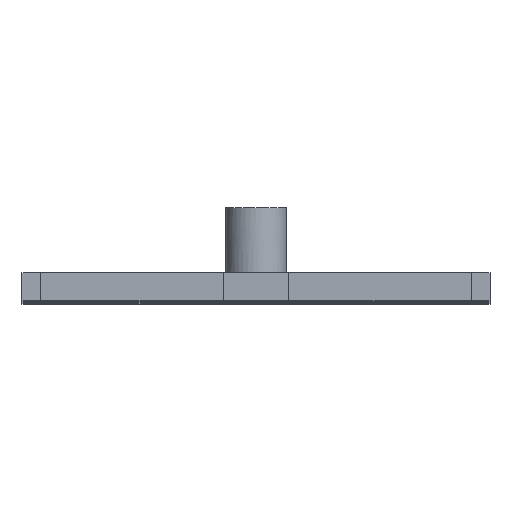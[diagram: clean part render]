
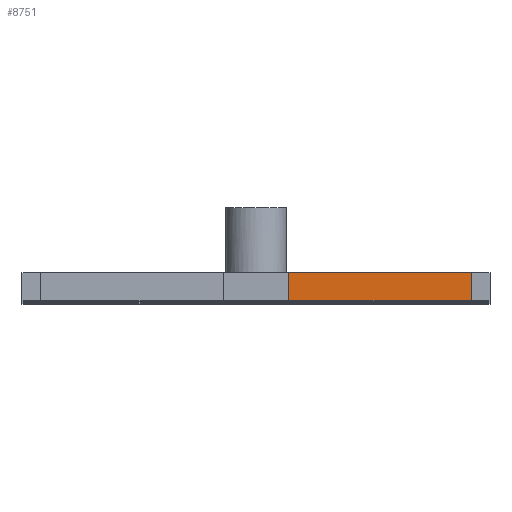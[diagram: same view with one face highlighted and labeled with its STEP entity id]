
A CAD part, top view. The second image highlights one B-rep face of the part: STEP entity #8751.
In plain terms, the highlighted planar face has unit normal (0, 0, 1).
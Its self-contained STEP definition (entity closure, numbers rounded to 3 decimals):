
#7644 = VERTEX_POINT('',#7645);
#7645 = CARTESIAN_POINT('',(0.35,0.,20.4));
#7659 = PLANE('',#7660);
#7660 = AXIS2_PLACEMENT_3D('',#7661,#7662,#7663);
#7661 = CARTESIAN_POINT('',(0.,0.,20.228));
#7662 = DIRECTION('',(0.,1.,0.));
#7663 = DIRECTION('',(0.,0.,1.));
#7870 = VERTEX_POINT('',#7871);
#7871 = CARTESIAN_POINT('',(0.35,-0.3,20.4));
#7885 = PLANE('',#7886);
#7886 = AXIS2_PLACEMENT_3D('',#7887,#7888,#7889);
#7887 = CARTESIAN_POINT('',(0.,-0.3,20.228));
#7888 = DIRECTION('',(0.,1.,0.));
#7889 = DIRECTION('',(0.,0.,1.));
#8032 = EDGE_CURVE('',#8033,#7644,#8035,.T.);
#8033 = VERTEX_POINT('',#8034);
#8034 = CARTESIAN_POINT('',(2.3,0.,20.4));
#8035 = SURFACE_CURVE('',#8036,(#8040,#8047),.PCURVE_S1.);
#8036 = LINE('',#8037,#8038);
#8037 = CARTESIAN_POINT('',(2.3,0.,20.4));
#8038 = VECTOR('',#8039,1.);
#8039 = DIRECTION('',(-1.,0.,0.));
#8040 = PCURVE('',#7659,#8041);
#8041 = DEFINITIONAL_REPRESENTATION('',(#8042),#8046);
#8042 = LINE('',#8043,#8044);
#8043 = CARTESIAN_POINT('',(0.172,2.3));
#8044 = VECTOR('',#8045,1.);
#8045 = DIRECTION('',(0.,-1.));
#8046 = ( GEOMETRIC_REPRESENTATION_CONTEXT(2) 
PARAMETRIC_REPRESENTATION_CONTEXT() REPRESENTATION_CONTEXT('2D SPACE',''
  ) );
#8047 = PCURVE('',#8048,#8053);
#8048 = PLANE('',#8049);
#8049 = AXIS2_PLACEMENT_3D('',#8050,#8051,#8052);
#8050 = CARTESIAN_POINT('',(2.3,0.,20.4));
#8051 = DIRECTION('',(0.,0.,-1.));
#8052 = DIRECTION('',(-1.,0.,0.));
#8053 = DEFINITIONAL_REPRESENTATION('',(#8054),#8058);
#8054 = LINE('',#8055,#8056);
#8055 = CARTESIAN_POINT('',(0.,0.));
#8056 = VECTOR('',#8057,1.);
#8057 = DIRECTION('',(1.,0.));
#8058 = ( GEOMETRIC_REPRESENTATION_CONTEXT(2) 
PARAMETRIC_REPRESENTATION_CONTEXT() REPRESENTATION_CONTEXT('2D SPACE',''
  ) );
#8076 = PLANE('',#8077);
#8077 = AXIS2_PLACEMENT_3D('',#8078,#8079,#8080);
#8078 = CARTESIAN_POINT('',(2.3,0.,20.6));
#8079 = DIRECTION('',(1.,0.,0.));
#8080 = DIRECTION('',(0.,0.,-1.));
#8157 = PLANE('',#8158);
#8158 = AXIS2_PLACEMENT_3D('',#8159,#8160,#8161);
#8159 = CARTESIAN_POINT('',(0.35,0.,0.));
#8160 = DIRECTION('',(-1.,0.,0.));
#8161 = DIRECTION('',(0.,0.,1.));
#8414 = EDGE_CURVE('',#8415,#7870,#8417,.T.);
#8415 = VERTEX_POINT('',#8416);
#8416 = CARTESIAN_POINT('',(2.3,-0.3,20.4));
#8417 = SURFACE_CURVE('',#8418,(#8422,#8429),.PCURVE_S1.);
#8418 = LINE('',#8419,#8420);
#8419 = CARTESIAN_POINT('',(2.3,-0.3,20.4));
#8420 = VECTOR('',#8421,1.);
#8421 = DIRECTION('',(-1.,0.,0.));
#8422 = PCURVE('',#7885,#8423);
#8423 = DEFINITIONAL_REPRESENTATION('',(#8424),#8428);
#8424 = LINE('',#8425,#8426);
#8425 = CARTESIAN_POINT('',(0.172,2.3));
#8426 = VECTOR('',#8427,1.);
#8427 = DIRECTION('',(0.,-1.));
#8428 = ( GEOMETRIC_REPRESENTATION_CONTEXT(2) 
PARAMETRIC_REPRESENTATION_CONTEXT() REPRESENTATION_CONTEXT('2D SPACE',''
  ) );
#8429 = PCURVE('',#8048,#8430);
#8430 = DEFINITIONAL_REPRESENTATION('',(#8431),#8435);
#8431 = LINE('',#8432,#8433);
#8432 = CARTESIAN_POINT('',(0.,-0.3));
#8433 = VECTOR('',#8434,1.);
#8434 = DIRECTION('',(1.,0.));
#8435 = ( GEOMETRIC_REPRESENTATION_CONTEXT(2) 
PARAMETRIC_REPRESENTATION_CONTEXT() REPRESENTATION_CONTEXT('2D SPACE',''
  ) );
#8730 = EDGE_CURVE('',#8033,#8415,#8731,.T.);
#8731 = SURFACE_CURVE('',#8732,(#8736,#8743),.PCURVE_S1.);
#8732 = LINE('',#8733,#8734);
#8733 = CARTESIAN_POINT('',(2.3,0.,20.4));
#8734 = VECTOR('',#8735,1.);
#8735 = DIRECTION('',(0.,-1.,0.));
#8736 = PCURVE('',#8076,#8737);
#8737 = DEFINITIONAL_REPRESENTATION('',(#8738),#8742);
#8738 = LINE('',#8739,#8740);
#8739 = CARTESIAN_POINT('',(0.2,0.));
#8740 = VECTOR('',#8741,1.);
#8741 = DIRECTION('',(0.,-1.));
#8742 = ( GEOMETRIC_REPRESENTATION_CONTEXT(2) 
PARAMETRIC_REPRESENTATION_CONTEXT() REPRESENTATION_CONTEXT('2D SPACE',''
  ) );
#8743 = PCURVE('',#8048,#8744);
#8744 = DEFINITIONAL_REPRESENTATION('',(#8745),#8749);
#8745 = LINE('',#8746,#8747);
#8746 = CARTESIAN_POINT('',(0.,0.));
#8747 = VECTOR('',#8748,1.);
#8748 = DIRECTION('',(0.,-1.));
#8749 = ( GEOMETRIC_REPRESENTATION_CONTEXT(2) 
PARAMETRIC_REPRESENTATION_CONTEXT() REPRESENTATION_CONTEXT('2D SPACE',''
  ) );
#8751 = ADVANCED_FACE('',(#8752),#8048,.F.);
#8752 = FACE_BOUND('',#8753,.F.);
#8753 = EDGE_LOOP('',(#8754,#8755,#8756,#8757));
#8754 = ORIENTED_EDGE('',*,*,#8032,.F.);
#8755 = ORIENTED_EDGE('',*,*,#8730,.T.);
#8756 = ORIENTED_EDGE('',*,*,#8414,.T.);
#8757 = ORIENTED_EDGE('',*,*,#8758,.F.);
#8758 = EDGE_CURVE('',#7644,#7870,#8759,.T.);
#8759 = SURFACE_CURVE('',#8760,(#8764,#8771),.PCURVE_S1.);
#8760 = LINE('',#8761,#8762);
#8761 = CARTESIAN_POINT('',(0.35,0.,20.4));
#8762 = VECTOR('',#8763,1.);
#8763 = DIRECTION('',(0.,-1.,0.));
#8764 = PCURVE('',#8048,#8765);
#8765 = DEFINITIONAL_REPRESENTATION('',(#8766),#8770);
#8766 = LINE('',#8767,#8768);
#8767 = CARTESIAN_POINT('',(1.95,0.));
#8768 = VECTOR('',#8769,1.);
#8769 = DIRECTION('',(0.,-1.));
#8770 = ( GEOMETRIC_REPRESENTATION_CONTEXT(2) 
PARAMETRIC_REPRESENTATION_CONTEXT() REPRESENTATION_CONTEXT('2D SPACE',''
  ) );
#8771 = PCURVE('',#8157,#8772);
#8772 = DEFINITIONAL_REPRESENTATION('',(#8773),#8777);
#8773 = LINE('',#8774,#8775);
#8774 = CARTESIAN_POINT('',(20.4,0.));
#8775 = VECTOR('',#8776,1.);
#8776 = DIRECTION('',(0.,-1.));
#8777 = ( GEOMETRIC_REPRESENTATION_CONTEXT(2) 
PARAMETRIC_REPRESENTATION_CONTEXT() REPRESENTATION_CONTEXT('2D SPACE',''
  ) );
